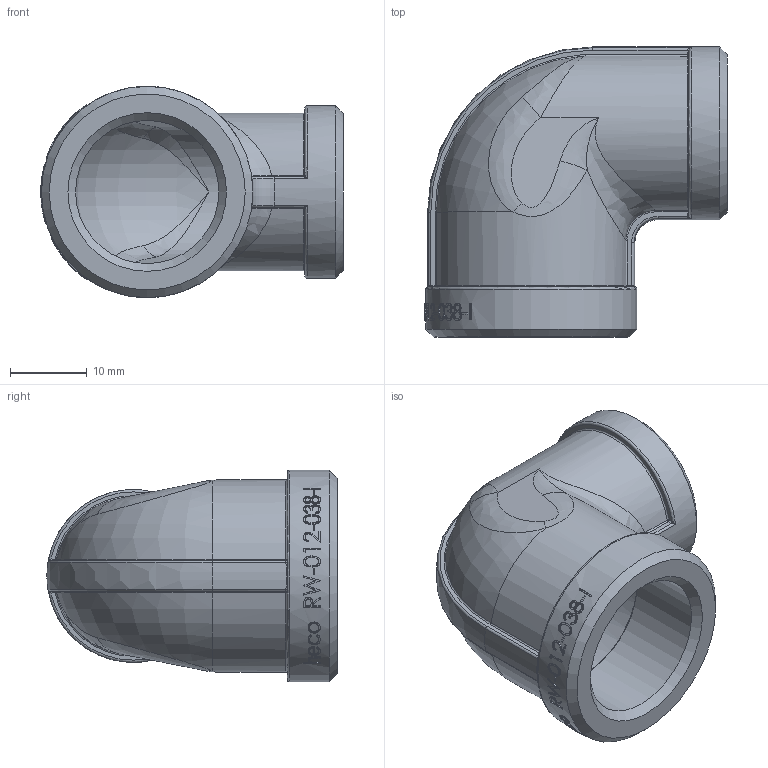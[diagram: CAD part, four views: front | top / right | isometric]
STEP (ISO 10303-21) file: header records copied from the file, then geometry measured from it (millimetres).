
FILE_DESCRIPTION (( 'STEP AP214' ), '1' );
FILE_NAME ('heco_RW-012-038-I.STEP', '2016-06-29T06:46:45', ( '' ), ( '' ), 'SwSTEP 2.0', 'SolidWorks 2011', '' );
FILE_SCHEMA (( 'AUTOMOTIVE_DESIGN' ));
Length unit declared in the file: millimetre
Products named in the file (1): heco_RW-012-038-I
Bounding box: 39.35 x 37.75 x 27.5 mm (x, y, z)
Volume: 7938.8 mm3; surface area: 7080.9 mm2
Topology: 1 solids, 1 shells, 311 faces, 778 edges, 480 vertices
Faces by surface type: bspline 149, plane 67, cylinder 59, torus 22, sphere 8, cone 6
Full cylindrical faces by diameter (mm): 14.95 x1, 18.631 x1, 21.8 x1, 22.5 x1, 27.5 x1
Entity records: 24497 total; most frequent: CARTESIAN_POINT 16472, ORIENTED_EDGE 1494, DIRECTION 795, EDGE_CURVE 747, VERTEX_POINT 475, B_SPLINE_CURVE_WITH_KNOTS 446, EDGE_LOOP 350, AXIS2_PLACEMENT_3D 335
